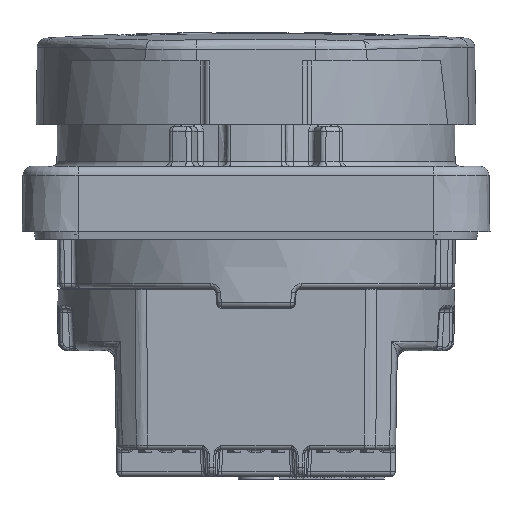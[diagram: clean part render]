
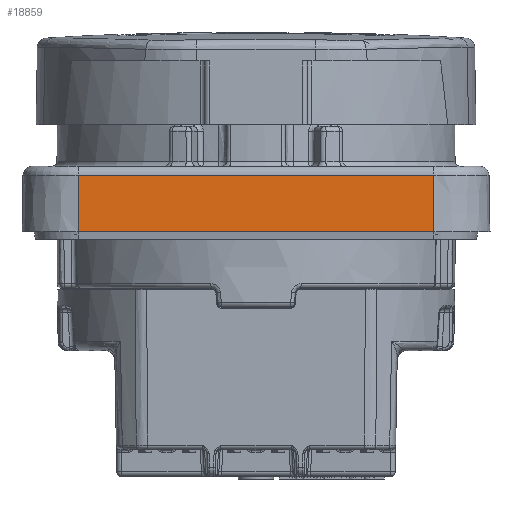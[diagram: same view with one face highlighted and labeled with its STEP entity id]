
A CAD part, front view. The second image highlights one B-rep face of the part: STEP entity #18859.
In plain terms, the highlighted planar face has unit normal (0, -1, 0.018).
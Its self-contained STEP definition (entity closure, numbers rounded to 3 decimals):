
#4036 = FACE_OUTER_BOUND ( 'NONE', #59718, .T. ) ;
#4703 = VECTOR ( 'NONE', #10704, 1000. ) ;
#4766 = DIRECTION ( 'NONE',  ( 0., -0.017, -1. ) ) ;
#6884 = LINE ( 'NONE', #41834, #49738 ) ;
#10483 = CARTESIAN_POINT ( 'NONE',  ( 19., -24.895, 17.017 ) ) ;
#10704 = DIRECTION ( 'NONE',  ( -1., 0., 0. ) ) ;
#13877 = DIRECTION ( 'NONE',  ( 0., 0.017, 1. ) ) ;
#14918 = CARTESIAN_POINT ( 'NONE',  ( 19., -25., 11. ) ) ;
#16915 = ORIENTED_EDGE ( 'NONE', *, *, #21699, .T. ) ;
#17322 = LINE ( 'NONE', #61713, #58478 ) ;
#18859 = ADVANCED_FACE ( 'NONE', ( #4036 ), #31589, .T. ) ;
#19066 = LINE ( 'NONE', #10483, #4703 ) ;
#20522 = DIRECTION ( 'NONE',  ( -1., 0., 0. ) ) ;
#21699 = EDGE_CURVE ( 'NONE', #41074, #33422, #19066, .T. ) ;
#28996 = VERTEX_POINT ( 'NONE', #14918 ) ;
#30320 = CARTESIAN_POINT ( 'NONE',  ( -19., -25., 11. ) ) ;
#31589 = PLANE ( 'NONE',  #61364 ) ;
#31755 = ORIENTED_EDGE ( 'NONE', *, *, #47629, .T. ) ;
#32099 = EDGE_CURVE ( 'NONE', #28996, #56762, #6884, .T. ) ;
#33422 = VERTEX_POINT ( 'NONE', #34819 ) ;
#34819 = CARTESIAN_POINT ( 'NONE',  ( -19., -24.895, 17.017 ) ) ;
#36940 = DIRECTION ( 'NONE',  ( 0., -1., 0.017 ) ) ;
#40025 = DIRECTION ( 'NONE',  ( 0., 0.017, 1. ) ) ;
#41074 = VERTEX_POINT ( 'NONE', #67932 ) ;
#41834 = CARTESIAN_POINT ( 'NONE',  ( 19., -25., 11. ) ) ;
#47629 = EDGE_CURVE ( 'NONE', #28996, #41074, #17322, .T. ) ;
#48816 = EDGE_CURVE ( 'NONE', #56762, #33422, #52450, .T. ) ;
#49738 = VECTOR ( 'NONE', #20522, 1000. ) ;
#51689 = ORIENTED_EDGE ( 'NONE', *, *, #48816, .F. ) ;
#52450 = LINE ( 'NONE', #62283, #61736 ) ;
#54552 = ORIENTED_EDGE ( 'NONE', *, *, #32099, .F. ) ;
#56762 = VERTEX_POINT ( 'NONE', #30320 ) ;
#58478 = VECTOR ( 'NONE', #40025, 1000. ) ;
#59718 = EDGE_LOOP ( 'NONE', ( #31755, #16915, #51689, #54552 ) ) ;
#61364 = AXIS2_PLACEMENT_3D ( 'NONE', #63789, #36940, #4766 ) ;
#61713 = CARTESIAN_POINT ( 'NONE',  ( 19., -25., 11. ) ) ;
#61736 = VECTOR ( 'NONE', #13877, 1000. ) ;
#62283 = CARTESIAN_POINT ( 'NONE',  ( -19., -25., 11. ) ) ;
#63789 = CARTESIAN_POINT ( 'NONE',  ( 19., -25., 11. ) ) ;
#67932 = CARTESIAN_POINT ( 'NONE',  ( 19., -24.895, 17.017 ) ) ;
